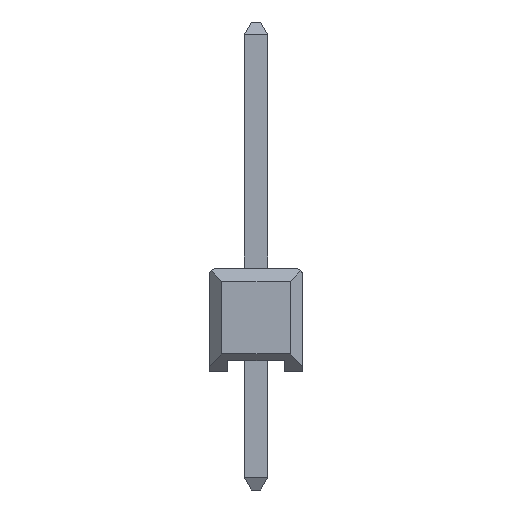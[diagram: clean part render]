
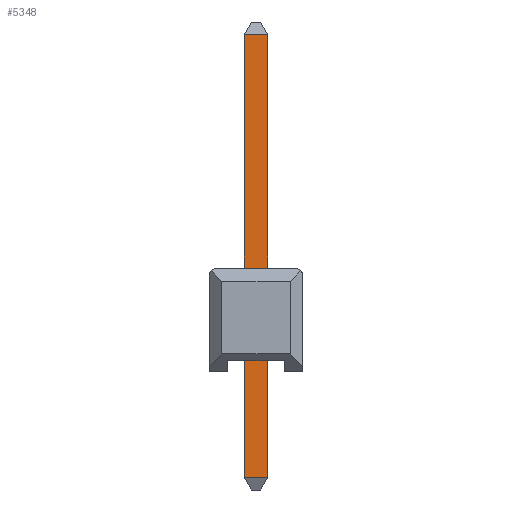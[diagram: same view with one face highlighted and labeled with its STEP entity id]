
A CAD part, left-side view. The second image highlights one B-rep face of the part: STEP entity #5348.
In plain terms, the highlighted planar face has unit normal (-1, 0, 0).
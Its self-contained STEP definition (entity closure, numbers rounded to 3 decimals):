
#422=FACE_OUTER_BOUND('',#712,.T.);
#712=EDGE_LOOP('',(#3929,#3930,#3931,#3932));
#1113=LINE('',#7726,#1801);
#1122=LINE('',#7743,#1810);
#1123=LINE('',#7745,#1811);
#1124=LINE('',#7746,#1812);
#1801=VECTOR('',#6314,10.);
#1810=VECTOR('',#6327,10.);
#1811=VECTOR('',#6330,10.);
#1812=VECTOR('',#6331,10.);
#2405=VERTEX_POINT('',#7724);
#2406=VERTEX_POINT('',#7725);
#2411=VERTEX_POINT('',#7739);
#2412=VERTEX_POINT('',#7741);
#2969=EDGE_CURVE('',#2405,#2406,#1113,.T.);
#2978=EDGE_CURVE('',#2412,#2411,#1122,.T.);
#2979=EDGE_CURVE('',#2405,#2411,#1123,.T.);
#2980=EDGE_CURVE('',#2412,#2406,#1124,.T.);
#3929=ORIENTED_EDGE('',*,*,#2979,.T.);
#3930=ORIENTED_EDGE('',*,*,#2978,.F.);
#3931=ORIENTED_EDGE('',*,*,#2980,.T.);
#3932=ORIENTED_EDGE('',*,*,#2969,.F.);
#5074=PLANE('',#5665);
#5348=ADVANCED_FACE('',(#422),#5074,.T.);
#5665=AXIS2_PLACEMENT_3D('',#7744,#6328,#6329);
#6314=DIRECTION('',(0.,0.,-1.));
#6327=DIRECTION('',(0.,0.,1.));
#6328=DIRECTION('center_axis',(-1.,0.,
0.));
#6329=DIRECTION('ref_axis',(0.,1.,0.));
#6330=DIRECTION('',(0.,1.,0.));
#6331=DIRECTION('',(0.,-1.,0.));
#7724=CARTESIAN_POINT('',(-0.315,-0.315,9.156));
#7725=CARTESIAN_POINT('',(-0.315,-0.315,-2.86));
#7726=CARTESIAN_POINT('',(-0.315,-0.315,9.156));
#7739=CARTESIAN_POINT('',(-0.315,0.315,9.156));
#7741=CARTESIAN_POINT('',(-0.315,0.315,-2.86));
#7743=CARTESIAN_POINT('',(-0.315,0.315,-2.86));
#7744=CARTESIAN_POINT('Origin',(-0.315,-0.325,9.326));
#7745=CARTESIAN_POINT('',(-0.315,-0.315,9.156));
#7746=CARTESIAN_POINT('',(-0.315,0.315,-2.86));
